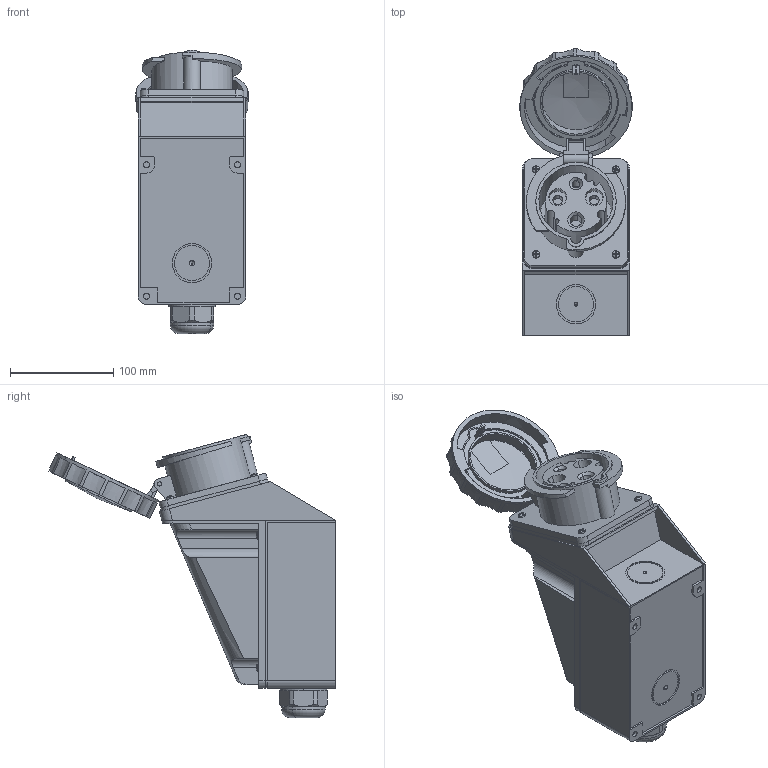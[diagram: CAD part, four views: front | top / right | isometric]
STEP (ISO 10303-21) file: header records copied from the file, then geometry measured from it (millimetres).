
FILE_DESCRIPTION((''),'2;1');
FILE_NAME('81178_3D-SIMPLIFIED_ASM','2023-03-28T09:18:33',('melanie.cordero'),(''),'CREO PARAMETRIC BY PTC INC, 2018260','CREO PARAMETRIC BY PTC INC, 2018260','');
FILE_SCHEMA(('CONFIG_CONTROL_DESIGN'));
Length unit declared in the file: millimetre
Products named in the file (13): PRT01; PRT02; PRT03; PRT04; PRT05; PRT06; PRT07; PRT08; PRT09; PRT010; PRT011; PRT012; 81178_3D-SIMPLIFIED_ASM
Assembly tree (21 placements, depth 2):
  81178_3D-SIMPLIFIED_ASM
    PRT01
    PRT02
    PRT03
    PRT04
    PRT05
    PRT06
    PRT07
    PRT08
    PRT09
    PRT010
    PRT011  x8
    PRT012  x3
Bounding box: 108.56 x 277.32 x 273.87 mm (x, y, z)
Volume: 888683.6 mm3; surface area: 404322.7 mm2
Topology: 21 solids, 21 shells, 924 faces, 2585 edges, 1738 vertices
Faces by surface type: plane 519, cylinder 271, cone 91, sphere 26, torus 9, bspline 8
Entity records: 25685 total; most frequent: CARTESIAN_POINT 5736, DIRECTION 4169, ORIENTED_EDGE 4114, EDGE_CURVE 2057, AXIS2_PLACEMENT_3D 1525, VERTEX_POINT 1395, VECTOR 1119, LINE 1119
